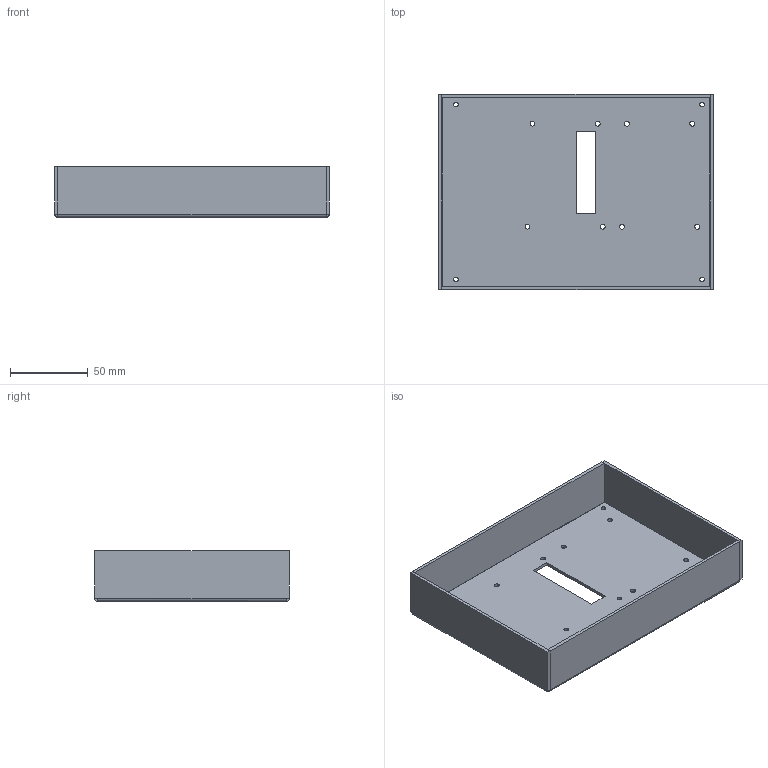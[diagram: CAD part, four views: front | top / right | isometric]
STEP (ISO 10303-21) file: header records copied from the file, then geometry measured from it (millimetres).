
FILE_DESCRIPTION (( 'STEP AP214' ), '1' );
FILE_NAME ('Back Case.STEP', '2020-02-20T06:26:57', ( 'Windows User' ), ( '' ), 'SwSTEP 2.0', 'SolidWorks 2018', '' );
FILE_SCHEMA (( 'AUTOMOTIVE_DESIGN' ));
Length unit declared in the file: millimetre
Products named in the file (1): Back Case
Bounding box: 176 x 125 x 32.6 mm (x, y, z)
Volume: 78259.9 mm3; surface area: 80472.9 mm2
Topology: 1 solids, 1 shells, 74 faces, 184 edges, 112 vertices
Faces by surface type: plane 34, cylinder 32, bspline 8
Entity records: 2430 total; most frequent: CARTESIAN_POINT 635, ORIENTED_EDGE 368, DIRECTION 350, EDGE_CURVE 184, VECTOR 120, LINE 120, AXIS2_PLACEMENT_3D 115, VERTEX_POINT 112
